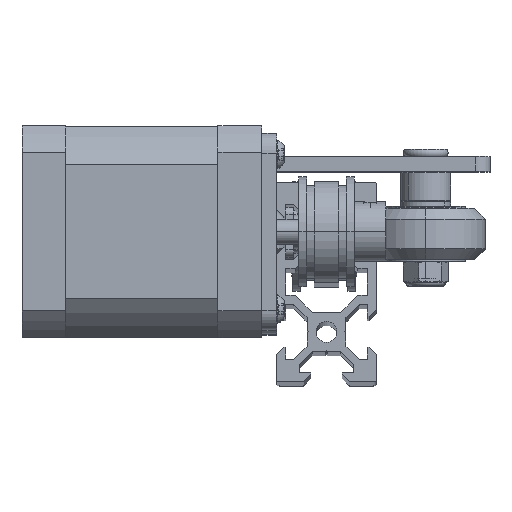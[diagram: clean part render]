
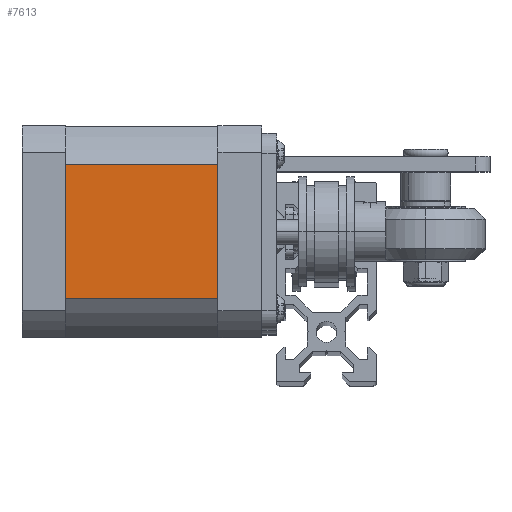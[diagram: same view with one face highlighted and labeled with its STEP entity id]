
A CAD part, top view. The second image highlights one B-rep face of the part: STEP entity #7613.
In plain terms, the highlighted face is planar.
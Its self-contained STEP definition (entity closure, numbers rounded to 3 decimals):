
#1660 = CARTESIAN_POINT ( 'NONE',  ( -21.109, 13.394, -8.75 ) ) ;
#1896 = EDGE_CURVE ( 'NONE', #18077, #2722, #9020, .T. ) ;
#2722 = VERTEX_POINT ( 'NONE', #20390 ) ;
#3205 = VECTOR ( 'NONE', #16013, 1000. ) ;
#4013 = PLANE ( 'NONE',  #6846 ) ;
#4281 = DIRECTION ( 'NONE',  ( 0., 0., 1. ) ) ;
#4415 = VERTEX_POINT ( 'NONE', #5704 ) ;
#5269 = EDGE_LOOP ( 'NONE', ( #14543, #7559, #13773, #6778 ) ) ;
#5704 = CARTESIAN_POINT ( 'NONE',  ( -21.109, -13.394, -8.75 ) ) ;
#6013 = CARTESIAN_POINT ( 'NONE',  ( -21.109, 13.394, -39.25 ) ) ;
#6778 = ORIENTED_EDGE ( 'NONE', *, *, #9180, .T. ) ;
#6846 = AXIS2_PLACEMENT_3D ( 'NONE', #7323, #18905, #8984 ) ;
#7212 = FACE_OUTER_BOUND ( 'NONE', #5269, .T. ) ;
#7323 = CARTESIAN_POINT ( 'NONE',  ( -21.109, 13.394, -39.25 ) ) ;
#7559 = ORIENTED_EDGE ( 'NONE', *, *, #13478, .F. ) ;
#7588 = CARTESIAN_POINT ( 'NONE',  ( -21.109, -13.394, -39.25 ) ) ;
#7613 = ADVANCED_FACE ( 'NONE', ( #7212 ), #4013, .T. ) ;
#8181 = VECTOR ( 'NONE', #4281, 1000. ) ;
#8984 = DIRECTION ( 'NONE',  ( 0., 0., 1. ) ) ;
#9020 = LINE ( 'NONE', #6013, #15748 ) ;
#9180 = EDGE_CURVE ( 'NONE', #2722, #4415, #12064, .T. ) ;
#9285 = VECTOR ( 'NONE', #10224, 1000. ) ;
#9505 = VERTEX_POINT ( 'NONE', #1660 ) ;
#10224 = DIRECTION ( 'NONE',  ( 0., 0., 1. ) ) ;
#12064 = LINE ( 'NONE', #7588, #8181 ) ;
#13478 = EDGE_CURVE ( 'NONE', #18077, #9505, #14195, .T. ) ;
#13773 = ORIENTED_EDGE ( 'NONE', *, *, #1896, .T. ) ;
#14195 = LINE ( 'NONE', #18537, #9285 ) ;
#14543 = ORIENTED_EDGE ( 'NONE', *, *, #15878, .F. ) ;
#15748 = VECTOR ( 'NONE', #16057, 1000. ) ;
#15878 = EDGE_CURVE ( 'NONE', #9505, #4415, #15880, .T. ) ;
#15880 = LINE ( 'NONE', #20974, #3205 ) ;
#16013 = DIRECTION ( 'NONE',  ( 0., -1., 0. ) ) ;
#16057 = DIRECTION ( 'NONE',  ( 0., -1., 0. ) ) ;
#18077 = VERTEX_POINT ( 'NONE', #19280 ) ;
#18537 = CARTESIAN_POINT ( 'NONE',  ( -21.109, 13.394, -39.25 ) ) ;
#18905 = DIRECTION ( 'NONE',  ( -1., 0., 0. ) ) ;
#19280 = CARTESIAN_POINT ( 'NONE',  ( -21.109, 13.394, -39.25 ) ) ;
#20390 = CARTESIAN_POINT ( 'NONE',  ( -21.109, -13.394, -39.25 ) ) ;
#20974 = CARTESIAN_POINT ( 'NONE',  ( -21.109, 13.394, -8.75 ) ) ;
